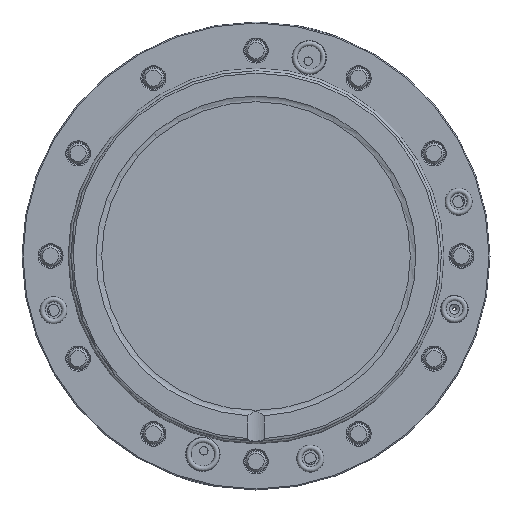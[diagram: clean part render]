
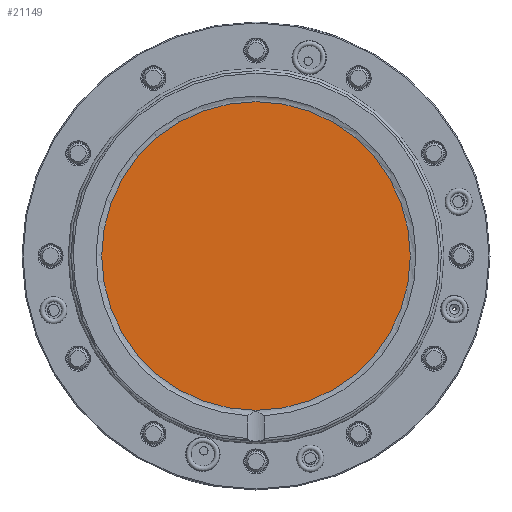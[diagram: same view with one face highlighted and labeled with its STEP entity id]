
A CAD part, front view. The second image highlights one B-rep face of the part: STEP entity #21149.
In plain terms, the highlighted planar face has unit normal (0, -1, 0).
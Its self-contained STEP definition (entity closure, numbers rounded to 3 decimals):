
#190 = AXIS2_PLACEMENT_3D ( 'NONE', #21459, #1533, #19313 ) ;
#1533 = DIRECTION ( 'NONE',  ( 0., 1., 0. ) ) ;
#8928 = DIRECTION ( 'NONE',  ( 0., 0., 1. ) ) ;
#9812 = FACE_OUTER_BOUND ( 'NONE', #22443, .T. ) ;
#10386 = PLANE ( 'NONE',  #190 ) ;
#10627 = EDGE_CURVE ( 'NONE', #19453, #19453, #26132, .T. ) ;
#11113 = CARTESIAN_POINT ( 'NONE',  ( 0., -17.6, 45.842 ) ) ;
#11211 = DIRECTION ( 'NONE',  ( 0., 1., 0. ) ) ;
#14736 = ORIENTED_EDGE ( 'NONE', *, *, #10627, .F. ) ;
#17802 = AXIS2_PLACEMENT_3D ( 'NONE', #20397, #11211, #8928 ) ;
#19313 = DIRECTION ( 'NONE',  ( 0., 0., 1. ) ) ;
#19453 = VERTEX_POINT ( 'NONE', #11113 ) ;
#20397 = CARTESIAN_POINT ( 'NONE',  ( 0., -17.6, 0. ) ) ;
#21149 = ADVANCED_FACE ( 'NONE', ( #9812 ), #10386, .F. ) ;
#21459 = CARTESIAN_POINT ( 'NONE',  ( 0., -17.6, 0. ) ) ;
#22443 = EDGE_LOOP ( 'NONE', ( #14736 ) ) ;
#26132 = CIRCLE ( 'NONE', #17802, 45.842 ) ;
